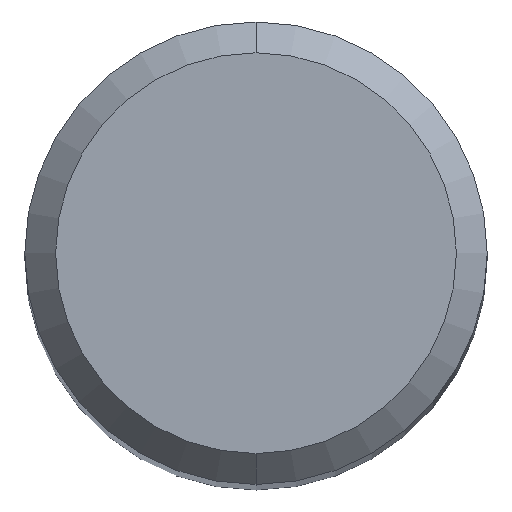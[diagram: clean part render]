
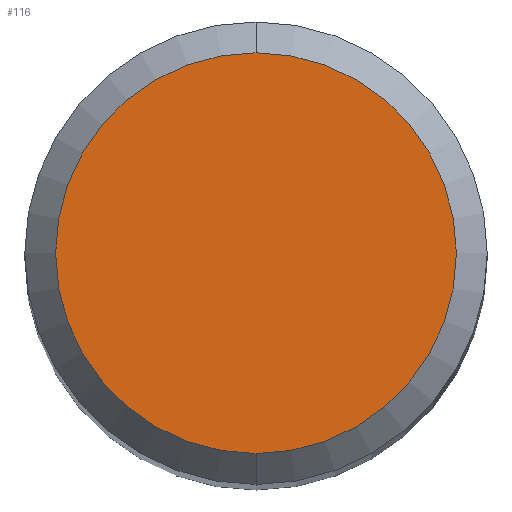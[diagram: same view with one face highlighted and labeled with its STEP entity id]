
A CAD part, top view. The second image highlights one B-rep face of the part: STEP entity #116.
In plain terms, the highlighted planar face has unit normal (0, 0, 1).
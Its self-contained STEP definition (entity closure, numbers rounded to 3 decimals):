
#116=ADVANCED_FACE('',(#278),#279,.T.);
#122=EDGE_CURVE('',#172,#194,#285,.T.);
#124=EDGE_CURVE('',#194,#172,#287,.T.);
#172=VERTEX_POINT('',#339);
#194=VERTEX_POINT('',#365);
#278=FACE_OUTER_BOUND('',#448,.T.);
#279=PLANE('',#449);
#285=CIRCLE('',#458,2.6);
#287=CIRCLE('',#461,2.6);
#339=CARTESIAN_POINT('',(0.,-2.6,0.0));
#365=CARTESIAN_POINT('',(0.0,2.6,0.0));
#448=EDGE_LOOP('',(#663,#664));
#449=AXIS2_PLACEMENT_3D('',#665,#666,#667);
#458=AXIS2_PLACEMENT_3D('',#669,#670,#671);
#461=AXIS2_PLACEMENT_3D('',#672,#673,#674);
#663=ORIENTED_EDGE('',*,*,#124,.F.);
#664=ORIENTED_EDGE('',*,*,#122,.F.);
#665=CARTESIAN_POINT('',(0.0,1.3,0.0));
#666=DIRECTION('',(-0.0,0.0,1.0));
#667=DIRECTION('',(0.0,-1.0,0.0));
#669=CARTESIAN_POINT('',(0.0,0.0,0.0));
#670=DIRECTION('',(0.0,0.0,-1.0));
#671=DIRECTION('',(0.0,1.0,0.0));
#672=CARTESIAN_POINT('',(0.0,0.0,0.0));
#673=DIRECTION('',(0.0,0.0,-1.0));
#674=DIRECTION('',(0.0,1.0,0.0));
